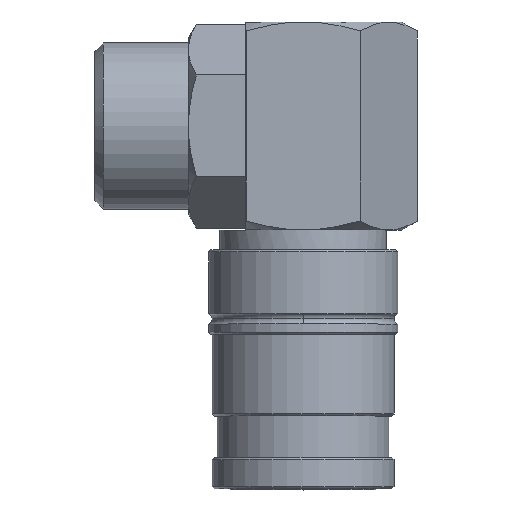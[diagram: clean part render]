
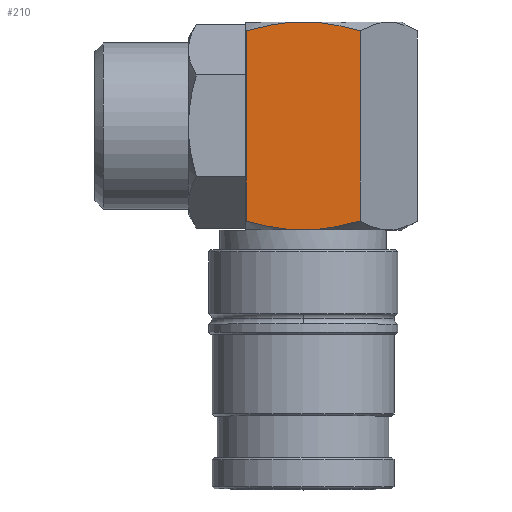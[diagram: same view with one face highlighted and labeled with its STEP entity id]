
A CAD part, top view. The second image highlights one B-rep face of the part: STEP entity #210.
In plain terms, the highlighted planar face has unit normal (0, 0, 1).
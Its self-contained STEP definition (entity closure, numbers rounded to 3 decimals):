
#210=ADVANCED_FACE('',(#457),#458,.T.);
#457=FACE_OUTER_BOUND('',#738,.T.);
#458=PLANE('',#739);
#738=EDGE_LOOP('',(#1268,#1269,#1270,#1271,#1272,#1273));
#739=AXIS2_PLACEMENT_3D('',#1274,#1275,#1276);
#1268=ORIENTED_EDGE('',*,*,#1823,.F.);
#1269=ORIENTED_EDGE('',*,*,#1731,.T.);
#1270=ORIENTED_EDGE('',*,*,#1807,.F.);
#1271=ORIENTED_EDGE('',*,*,#1751,.F.);
#1272=ORIENTED_EDGE('',*,*,#1723,.F.);
#1273=ORIENTED_EDGE('',*,*,#1618,.F.);
#1274=CARTESIAN_POINT('',(0.,46.0,9.5));
#1275=DIRECTION('',(0.,0.0,1.0));
#1276=DIRECTION('',(-1.0,0.,0.));
#1618=EDGE_CURVE('',#1910,#1911,#1912,.T.);
#1723=EDGE_CURVE('',#1911,#2090,#2091,.T.);
#1731=EDGE_CURVE('',#2104,#2102,#2105,.T.);
#1751=EDGE_CURVE('',#2090,#2132,#2133,.T.);
#1807=EDGE_CURVE('',#2132,#2102,#2209,.T.);
#1823=EDGE_CURVE('',#2104,#1910,#2225,.T.);
#1910=VERTEX_POINT('',#2322);
#1911=VERTEX_POINT('',#2323);
#1912=(B_SPLINE_CURVE(2,(#2325,#2326,#2327,#2328,#2329),.UNSPECIFIED.,.F.,.F.)B_SPLINE_CURVE_WITH_KNOTS((3,2,3),(0.0,5.57,11.14),.UNSPECIFIED.)RATIONAL_B_SPLINE_CURVE((1.0,1.038,1.0,1.038,1.0))BOUNDED_CURVE()REPRESENTATION_ITEM('')GEOMETRIC_REPRESENTATION_ITEM()CURVE());
#2090=VERTEX_POINT('',#2686);
#2091=LINE('',#2687,#2688);
#2102=VERTEX_POINT('',#2734);
#2104=VERTEX_POINT('',#2747);
#2105=LINE('',#2748,#2749);
#2132=VERTEX_POINT('',#2828);
#2133=(B_SPLINE_CURVE(2,(#2830,#2831,#2832,#2833,#2834),.UNSPECIFIED.,.F.,.F.)B_SPLINE_CURVE_WITH_KNOTS((3,2,3),(0.0,5.57,11.14),.UNSPECIFIED.)RATIONAL_B_SPLINE_CURVE((1.0,1.038,1.0,1.038,1.0))BOUNDED_CURVE()REPRESENTATION_ITEM('')GEOMETRIC_REPRESENTATION_ITEM()CURVE());
#2209=(B_SPLINE_CURVE(2,(#3039,#3040,#3041,#3042,#3043),.UNSPECIFIED.,.F.,.F.)B_SPLINE_CURVE_WITH_KNOTS((3,2,3),(0.0,5.57,11.14),.UNSPECIFIED.)RATIONAL_B_SPLINE_CURVE((1.0,1.038,1.0,1.038,1.0))BOUNDED_CURVE()REPRESENTATION_ITEM('')GEOMETRIC_REPRESENTATION_ITEM()CURVE());
#2225=(B_SPLINE_CURVE(2,(#3088,#3089,#3090,#3091,#3092),.UNSPECIFIED.,.F.,.F.)B_SPLINE_CURVE_WITH_KNOTS((3,2,3),(0.0,5.57,11.14),.UNSPECIFIED.)RATIONAL_B_SPLINE_CURVE((1.0,1.038,1.0,1.038,1.0))BOUNDED_CURVE()REPRESENTATION_ITEM('')GEOMETRIC_REPRESENTATION_ITEM()CURVE());
#2322=CARTESIAN_POINT('',(0.,45.0,9.5));
#2323=CARTESIAN_POINT('',(5.485,44.151,9.5));
#2325=CARTESIAN_POINT('',(-5.491,44.15,9.5));
#2326=CARTESIAN_POINT('',(-2.548,45.0,9.5));
#2327=CARTESIAN_POINT('',(0.,45.0,9.5));
#2328=CARTESIAN_POINT('',(2.548,45.0,9.5));
#2329=CARTESIAN_POINT('',(5.491,44.15,9.5));
#2686=CARTESIAN_POINT('',(5.485,25.849,9.5));
#2687=CARTESIAN_POINT('',(5.485,46.0,9.5));
#2688=VECTOR('',#3410,1.0);
#2734=CARTESIAN_POINT('',(-5.485,25.849,9.5));
#2747=CARTESIAN_POINT('',(-5.485,44.151,9.5));
#2748=CARTESIAN_POINT('',(-5.485,46.0,9.5));
#2749=VECTOR('',#3413,1.0);
#2828=CARTESIAN_POINT('',(0.,25.0,9.5));
#2830=CARTESIAN_POINT('',(5.491,25.85,9.5));
#2831=CARTESIAN_POINT('',(2.548,25.0,9.5));
#2832=CARTESIAN_POINT('',(0.,25.0,9.5));
#2833=CARTESIAN_POINT('',(-2.548,25.0,9.5));
#2834=CARTESIAN_POINT('',(-5.491,25.85,9.5));
#3039=CARTESIAN_POINT('',(5.491,25.85,9.5));
#3040=CARTESIAN_POINT('',(2.548,25.0,9.5));
#3041=CARTESIAN_POINT('',(0.,25.0,9.5));
#3042=CARTESIAN_POINT('',(-2.548,25.0,9.5));
#3043=CARTESIAN_POINT('',(-5.491,25.85,9.5));
#3088=CARTESIAN_POINT('',(-5.491,44.15,9.5));
#3089=CARTESIAN_POINT('',(-2.548,45.0,9.5));
#3090=CARTESIAN_POINT('',(0.,45.0,9.5));
#3091=CARTESIAN_POINT('',(2.548,45.0,9.5));
#3092=CARTESIAN_POINT('',(5.491,44.15,9.5));
#3410=DIRECTION('',(0.,-1.0,0.));
#3413=DIRECTION('',(0.,-1.0,0.));
